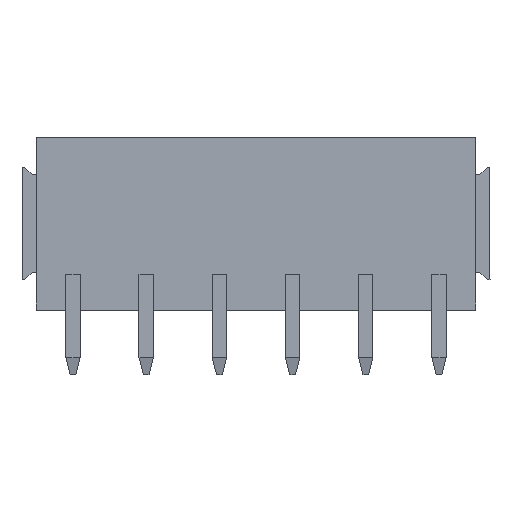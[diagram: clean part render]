
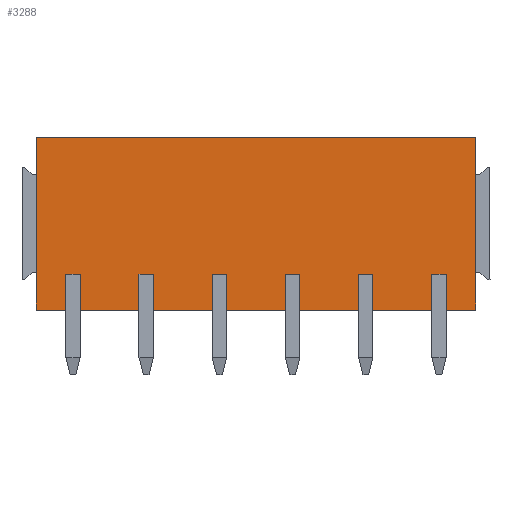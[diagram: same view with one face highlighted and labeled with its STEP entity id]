
A CAD part, front view. The second image highlights one B-rep face of the part: STEP entity #3288.
In plain terms, the highlighted planar face has unit normal (0, -1, 0).
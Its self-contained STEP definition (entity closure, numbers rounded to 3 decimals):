
#3083=AXIS2_PLACEMENT_3D('Plane Axis2P3D',#3080,#3081,#3082) ;
#716=CARTESIAN_POINT('Vertex',(31.48,0.,16.5)) ;
#719=CARTESIAN_POINT('Line Origine',(31.48,0.,10.5)) ;
#723=CARTESIAN_POINT('Vertex',(31.48,0.,4.5)) ;
#890=CARTESIAN_POINT('Vertex',(1.,0.,4.5)) ;
#893=CARTESIAN_POINT('Line Origine',(1.,0.,10.5)) ;
#897=CARTESIAN_POINT('Vertex',(1.,0.,16.5)) ;
#2869=CARTESIAN_POINT('Line Origine',(16.24,0.,16.5)) ;
#3080=CARTESIAN_POINT('Axis2P3D Location',(1.,0.,16.5)) ;
#3085=CARTESIAN_POINT('Line Origine',(6.08,0.,4.5)) ;
#3089=CARTESIAN_POINT('Vertex',(4.04,0.,4.5)) ;
#3091=CARTESIAN_POINT('Vertex',(8.12,0.,4.5)) ;
#3094=CARTESIAN_POINT('Line Origine',(8.12,0.,5.75)) ;
#3098=CARTESIAN_POINT('Vertex',(8.12,0.,7.)) ;
#3101=CARTESIAN_POINT('Line Origine',(8.62,0.,7.)) ;
#3105=CARTESIAN_POINT('Vertex',(9.12,0.,7.)) ;
#3108=CARTESIAN_POINT('Line Origine',(9.12,0.,5.75)) ;
#3112=CARTESIAN_POINT('Vertex',(9.12,0.,4.5)) ;
#3115=CARTESIAN_POINT('Line Origine',(11.16,0.,4.5)) ;
#3119=CARTESIAN_POINT('Vertex',(13.2,0.,4.5)) ;
#3122=CARTESIAN_POINT('Line Origine',(13.2,0.,5.75)) ;
#3126=CARTESIAN_POINT('Vertex',(13.2,0.,7.)) ;
#3129=CARTESIAN_POINT('Line Origine',(13.7,0.,7.)) ;
#3133=CARTESIAN_POINT('Vertex',(14.2,0.,7.)) ;
#3136=CARTESIAN_POINT('Line Origine',(14.2,0.,5.75)) ;
#3140=CARTESIAN_POINT('Vertex',(14.2,0.,4.5)) ;
#3143=CARTESIAN_POINT('Line Origine',(16.24,0.,4.5)) ;
#3147=CARTESIAN_POINT('Vertex',(18.28,0.,4.5)) ;
#3150=CARTESIAN_POINT('Line Origine',(18.28,0.,5.75)) ;
#3154=CARTESIAN_POINT('Vertex',(18.28,0.,7.)) ;
#3157=CARTESIAN_POINT('Line Origine',(18.78,0.,7.)) ;
#3161=CARTESIAN_POINT('Vertex',(19.28,0.,7.)) ;
#3164=CARTESIAN_POINT('Line Origine',(19.28,0.,5.75)) ;
#3168=CARTESIAN_POINT('Vertex',(19.28,0.,4.5)) ;
#3171=CARTESIAN_POINT('Line Origine',(21.32,0.,4.5)) ;
#3175=CARTESIAN_POINT('Vertex',(23.36,0.,4.5)) ;
#3178=CARTESIAN_POINT('Line Origine',(23.36,0.,5.75)) ;
#3182=CARTESIAN_POINT('Vertex',(23.36,0.,7.)) ;
#3185=CARTESIAN_POINT('Line Origine',(23.86,0.,7.)) ;
#3189=CARTESIAN_POINT('Vertex',(24.36,0.,7.)) ;
#3192=CARTESIAN_POINT('Line Origine',(24.36,0.,5.75)) ;
#3196=CARTESIAN_POINT('Vertex',(24.36,0.,4.5)) ;
#3199=CARTESIAN_POINT('Line Origine',(26.4,0.,4.5)) ;
#3203=CARTESIAN_POINT('Vertex',(28.44,0.,4.5)) ;
#3206=CARTESIAN_POINT('Line Origine',(28.44,0.,5.75)) ;
#3210=CARTESIAN_POINT('Vertex',(28.44,0.,7.)) ;
#3213=CARTESIAN_POINT('Line Origine',(28.94,0.,7.)) ;
#3217=CARTESIAN_POINT('Vertex',(29.44,0.,7.)) ;
#3220=CARTESIAN_POINT('Line Origine',(29.44,0.,5.75)) ;
#3224=CARTESIAN_POINT('Vertex',(29.44,0.,4.5)) ;
#3227=CARTESIAN_POINT('Line Origine',(30.46,0.,4.5)) ;
#3232=CARTESIAN_POINT('Line Origine',(2.02,0.,4.5)) ;
#3236=CARTESIAN_POINT('Vertex',(3.04,0.,4.5)) ;
#3239=CARTESIAN_POINT('Line Origine',(3.04,0.,5.75)) ;
#3243=CARTESIAN_POINT('Vertex',(3.04,0.,7.)) ;
#3246=CARTESIAN_POINT('Line Origine',(3.54,0.,7.)) ;
#3250=CARTESIAN_POINT('Vertex',(4.04,0.,7.)) ;
#3253=CARTESIAN_POINT('Line Origine',(4.04,0.,5.75)) ;
#720=DIRECTION('Vector Direction',(0.,0.,-1.)) ;
#894=DIRECTION('Vector Direction',(0.,0.,-1.)) ;
#2870=DIRECTION('Vector Direction',(1.,0.,0.)) ;
#3081=DIRECTION('Axis2P3D Direction',(0.,-1.,0.)) ;
#3082=DIRECTION('Axis2P3D XDirection',(-0.,0.,-1.)) ;
#3086=DIRECTION('Vector Direction',(1.,0.,0.)) ;
#3095=DIRECTION('Vector Direction',(0.,0.,1.)) ;
#3102=DIRECTION('Vector Direction',(-1.,0.,0.)) ;
#3109=DIRECTION('Vector Direction',(0.,0.,1.)) ;
#3116=DIRECTION('Vector Direction',(1.,0.,0.)) ;
#3123=DIRECTION('Vector Direction',(0.,0.,1.)) ;
#3130=DIRECTION('Vector Direction',(-1.,0.,0.)) ;
#3137=DIRECTION('Vector Direction',(0.,0.,1.)) ;
#3144=DIRECTION('Vector Direction',(1.,0.,0.)) ;
#3151=DIRECTION('Vector Direction',(0.,0.,1.)) ;
#3158=DIRECTION('Vector Direction',(-1.,0.,0.)) ;
#3165=DIRECTION('Vector Direction',(0.,0.,1.)) ;
#3172=DIRECTION('Vector Direction',(1.,0.,0.)) ;
#3179=DIRECTION('Vector Direction',(0.,0.,1.)) ;
#3186=DIRECTION('Vector Direction',(-1.,0.,0.)) ;
#3193=DIRECTION('Vector Direction',(0.,0.,1.)) ;
#3200=DIRECTION('Vector Direction',(1.,0.,0.)) ;
#3207=DIRECTION('Vector Direction',(0.,0.,1.)) ;
#3214=DIRECTION('Vector Direction',(-1.,0.,0.)) ;
#3221=DIRECTION('Vector Direction',(0.,0.,1.)) ;
#3228=DIRECTION('Vector Direction',(1.,0.,0.)) ;
#3233=DIRECTION('Vector Direction',(1.,0.,0.)) ;
#3240=DIRECTION('Vector Direction',(0.,0.,1.)) ;
#3247=DIRECTION('Vector Direction',(-1.,0.,0.)) ;
#3254=DIRECTION('Vector Direction',(0.,0.,1.)) ;
#721=VECTOR('Line Direction',#720,1.) ;
#895=VECTOR('Line Direction',#894,1.) ;
#2871=VECTOR('Line Direction',#2870,1.) ;
#3087=VECTOR('Line Direction',#3086,1.) ;
#3096=VECTOR('Line Direction',#3095,1.) ;
#3103=VECTOR('Line Direction',#3102,1.) ;
#3110=VECTOR('Line Direction',#3109,1.) ;
#3117=VECTOR('Line Direction',#3116,1.) ;
#3124=VECTOR('Line Direction',#3123,1.) ;
#3131=VECTOR('Line Direction',#3130,1.) ;
#3138=VECTOR('Line Direction',#3137,1.) ;
#3145=VECTOR('Line Direction',#3144,1.) ;
#3152=VECTOR('Line Direction',#3151,1.) ;
#3159=VECTOR('Line Direction',#3158,1.) ;
#3166=VECTOR('Line Direction',#3165,1.) ;
#3173=VECTOR('Line Direction',#3172,1.) ;
#3180=VECTOR('Line Direction',#3179,1.) ;
#3187=VECTOR('Line Direction',#3186,1.) ;
#3194=VECTOR('Line Direction',#3193,1.) ;
#3201=VECTOR('Line Direction',#3200,1.) ;
#3208=VECTOR('Line Direction',#3207,1.) ;
#3215=VECTOR('Line Direction',#3214,1.) ;
#3222=VECTOR('Line Direction',#3221,1.) ;
#3229=VECTOR('Line Direction',#3228,1.) ;
#3234=VECTOR('Line Direction',#3233,1.) ;
#3241=VECTOR('Line Direction',#3240,1.) ;
#3248=VECTOR('Line Direction',#3247,1.) ;
#3255=VECTOR('Line Direction',#3254,1.) ;
#3259=ORIENTED_EDGE('',*,*,#3093,.T.) ;
#3260=ORIENTED_EDGE('',*,*,#3100,.T.) ;
#3261=ORIENTED_EDGE('',*,*,#3107,.F.) ;
#3262=ORIENTED_EDGE('',*,*,#3114,.F.) ;
#3263=ORIENTED_EDGE('',*,*,#3121,.T.) ;
#3264=ORIENTED_EDGE('',*,*,#3128,.T.) ;
#3265=ORIENTED_EDGE('',*,*,#3135,.F.) ;
#3266=ORIENTED_EDGE('',*,*,#3142,.F.) ;
#3267=ORIENTED_EDGE('',*,*,#3149,.T.) ;
#3268=ORIENTED_EDGE('',*,*,#3156,.T.) ;
#3269=ORIENTED_EDGE('',*,*,#3163,.F.) ;
#3270=ORIENTED_EDGE('',*,*,#3170,.F.) ;
#3271=ORIENTED_EDGE('',*,*,#3177,.T.) ;
#3272=ORIENTED_EDGE('',*,*,#3184,.T.) ;
#3273=ORIENTED_EDGE('',*,*,#3191,.F.) ;
#3274=ORIENTED_EDGE('',*,*,#3198,.F.) ;
#3275=ORIENTED_EDGE('',*,*,#3205,.T.) ;
#3276=ORIENTED_EDGE('',*,*,#3212,.T.) ;
#3277=ORIENTED_EDGE('',*,*,#3219,.T.) ;
#3278=ORIENTED_EDGE('',*,*,#3226,.F.) ;
#3279=ORIENTED_EDGE('',*,*,#3231,.T.) ;
#3280=ORIENTED_EDGE('',*,*,#725,.T.) ;
#3281=ORIENTED_EDGE('',*,*,#2873,.F.) ;
#3282=ORIENTED_EDGE('',*,*,#899,.F.) ;
#3283=ORIENTED_EDGE('',*,*,#3238,.T.) ;
#3284=ORIENTED_EDGE('',*,*,#3245,.T.) ;
#3285=ORIENTED_EDGE('',*,*,#3252,.F.) ;
#3286=ORIENTED_EDGE('',*,*,#3257,.F.) ;
#3288=ADVANCED_FACE('HOUSING',(#3287),#3084,.T.) ;
#725=EDGE_CURVE('',#724,#717,#722,.F.) ;
#899=EDGE_CURVE('',#891,#898,#896,.F.) ;
#2873=EDGE_CURVE('',#898,#717,#2872,.T.) ;
#3093=EDGE_CURVE('',#3090,#3092,#3088,.T.) ;
#3100=EDGE_CURVE('',#3092,#3099,#3097,.T.) ;
#3107=EDGE_CURVE('',#3106,#3099,#3104,.T.) ;
#3114=EDGE_CURVE('',#3113,#3106,#3111,.T.) ;
#3121=EDGE_CURVE('',#3113,#3120,#3118,.T.) ;
#3128=EDGE_CURVE('',#3120,#3127,#3125,.T.) ;
#3135=EDGE_CURVE('',#3134,#3127,#3132,.T.) ;
#3142=EDGE_CURVE('',#3141,#3134,#3139,.T.) ;
#3149=EDGE_CURVE('',#3141,#3148,#3146,.T.) ;
#3156=EDGE_CURVE('',#3148,#3155,#3153,.T.) ;
#3163=EDGE_CURVE('',#3162,#3155,#3160,.T.) ;
#3170=EDGE_CURVE('',#3169,#3162,#3167,.T.) ;
#3177=EDGE_CURVE('',#3169,#3176,#3174,.T.) ;
#3184=EDGE_CURVE('',#3176,#3183,#3181,.T.) ;
#3191=EDGE_CURVE('',#3190,#3183,#3188,.T.) ;
#3198=EDGE_CURVE('',#3197,#3190,#3195,.T.) ;
#3205=EDGE_CURVE('',#3197,#3204,#3202,.T.) ;
#3212=EDGE_CURVE('',#3204,#3211,#3209,.T.) ;
#3219=EDGE_CURVE('',#3211,#3218,#3216,.F.) ;
#3226=EDGE_CURVE('',#3225,#3218,#3223,.T.) ;
#3231=EDGE_CURVE('',#3225,#724,#3230,.T.) ;
#3238=EDGE_CURVE('',#891,#3237,#3235,.T.) ;
#3245=EDGE_CURVE('',#3237,#3244,#3242,.T.) ;
#3252=EDGE_CURVE('',#3251,#3244,#3249,.T.) ;
#3257=EDGE_CURVE('',#3090,#3251,#3256,.T.) ;
#3258=EDGE_LOOP('',(#3259,#3260,#3261,#3262,#3263,#3264,#3265,#3266,#3267,#3268,#3269,#3270,#3271,#3272,#3273,#3274,#3275,#3276,#3277,#3278,#3279,#3280,#3281,#3282,#3283,#3284,#3285,#3286)) ;
#3287=FACE_OUTER_BOUND('',#3258,.T.) ;
#722=LINE('Line',#719,#721) ;
#896=LINE('Line',#893,#895) ;
#2872=LINE('Line',#2869,#2871) ;
#3088=LINE('Line',#3085,#3087) ;
#3097=LINE('Line',#3094,#3096) ;
#3104=LINE('Line',#3101,#3103) ;
#3111=LINE('Line',#3108,#3110) ;
#3118=LINE('Line',#3115,#3117) ;
#3125=LINE('Line',#3122,#3124) ;
#3132=LINE('Line',#3129,#3131) ;
#3139=LINE('Line',#3136,#3138) ;
#3146=LINE('Line',#3143,#3145) ;
#3153=LINE('Line',#3150,#3152) ;
#3160=LINE('Line',#3157,#3159) ;
#3167=LINE('Line',#3164,#3166) ;
#3174=LINE('Line',#3171,#3173) ;
#3181=LINE('Line',#3178,#3180) ;
#3188=LINE('Line',#3185,#3187) ;
#3195=LINE('Line',#3192,#3194) ;
#3202=LINE('Line',#3199,#3201) ;
#3209=LINE('Line',#3206,#3208) ;
#3216=LINE('Line',#3213,#3215) ;
#3223=LINE('Line',#3220,#3222) ;
#3230=LINE('Line',#3227,#3229) ;
#3235=LINE('Line',#3232,#3234) ;
#3242=LINE('Line',#3239,#3241) ;
#3249=LINE('Line',#3246,#3248) ;
#3256=LINE('Line',#3253,#3255) ;
#3084=PLANE('',#3083) ;
#717=VERTEX_POINT('',#716) ;
#724=VERTEX_POINT('',#723) ;
#891=VERTEX_POINT('',#890) ;
#898=VERTEX_POINT('',#897) ;
#3090=VERTEX_POINT('',#3089) ;
#3092=VERTEX_POINT('',#3091) ;
#3099=VERTEX_POINT('',#3098) ;
#3106=VERTEX_POINT('',#3105) ;
#3113=VERTEX_POINT('',#3112) ;
#3120=VERTEX_POINT('',#3119) ;
#3127=VERTEX_POINT('',#3126) ;
#3134=VERTEX_POINT('',#3133) ;
#3141=VERTEX_POINT('',#3140) ;
#3148=VERTEX_POINT('',#3147) ;
#3155=VERTEX_POINT('',#3154) ;
#3162=VERTEX_POINT('',#3161) ;
#3169=VERTEX_POINT('',#3168) ;
#3176=VERTEX_POINT('',#3175) ;
#3183=VERTEX_POINT('',#3182) ;
#3190=VERTEX_POINT('',#3189) ;
#3197=VERTEX_POINT('',#3196) ;
#3204=VERTEX_POINT('',#3203) ;
#3211=VERTEX_POINT('',#3210) ;
#3218=VERTEX_POINT('',#3217) ;
#3225=VERTEX_POINT('',#3224) ;
#3237=VERTEX_POINT('',#3236) ;
#3244=VERTEX_POINT('',#3243) ;
#3251=VERTEX_POINT('',#3250) ;
